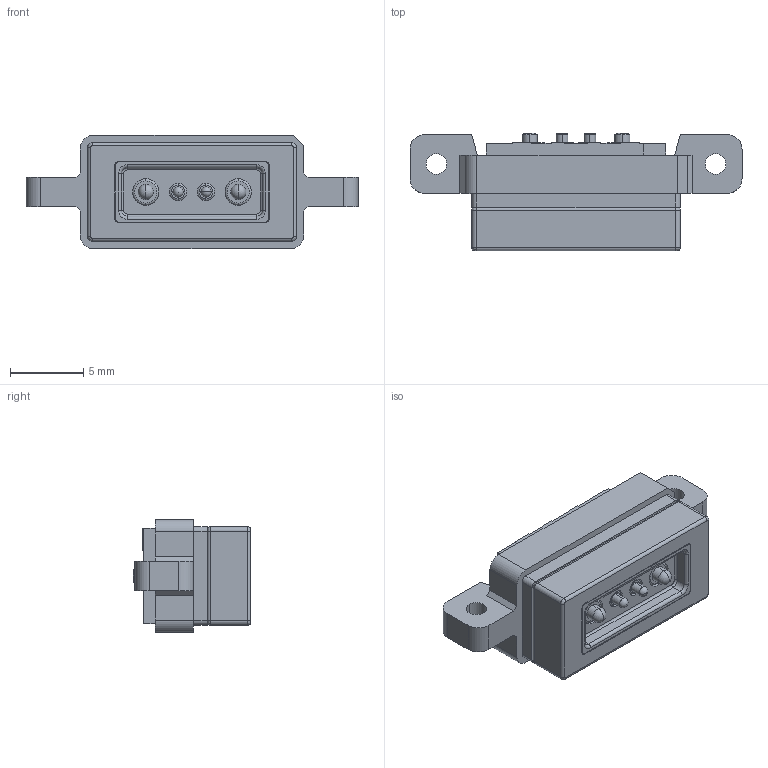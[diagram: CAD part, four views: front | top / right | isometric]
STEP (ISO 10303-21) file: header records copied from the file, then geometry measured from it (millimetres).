
FILE_DESCRIPTION (( 'STEP AP203' ), '1' );
FILE_NAME ('685-D0432210123.STEP', '2023-02-05T11:18:45', ( '' ), ( '' ), 'SwSTEP 2.0', 'SolidWorks 2020', '' );
FILE_SCHEMA (( 'CONFIG_CONTROL_DESIGN' ));
Length unit declared in the file: millimetre
Products named in the file (1): 685-D0432210123
Bounding box: 22.6 x 8 x 7.7 mm (x, y, z)
Volume: 730.4 mm3; surface area: 970.3 mm2
Topology: 1 solids, 13 shells, 434 faces, 1118 edges, 727 vertices
Faces by surface type: plane 248, cylinder 111, bspline 40, torus 20, cone 8, sphere 7
Entity records: 14800 total; most frequent: CARTESIAN_POINT 4205, ORIENTED_EDGE 2208, DIRECTION 2105, EDGE_CURVE 1104, LINE 753, VECTOR 753, VERTEX_POINT 720, AXIS2_PLACEMENT_3D 676
